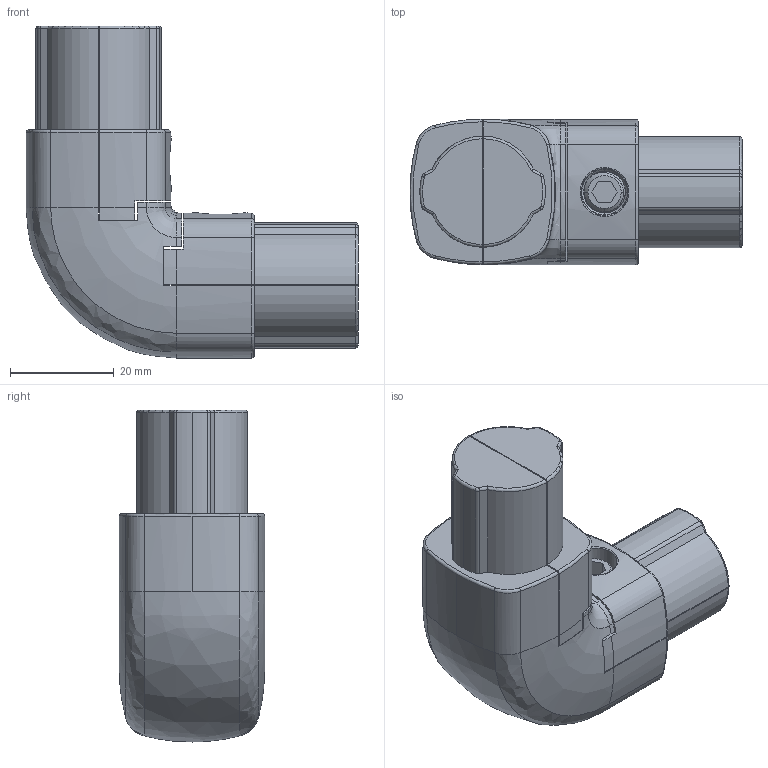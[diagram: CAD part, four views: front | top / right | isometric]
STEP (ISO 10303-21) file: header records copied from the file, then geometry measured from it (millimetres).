
FILE_DESCRIPTION (( 'STEP AP214' ), '1' );
FILE_NAME ('B402 Ñîåäèíèòåëü òðóáíûõ ïðîôèëåé Ô28 âíóòðåííèé ïîä óãëîì 90 ãð.STEP', '2024-01-30T08:41:49', ( '' ), ( '' ), 'SwSTEP 2.0', 'SolidWorks 2022', '' );
FILE_SCHEMA (( 'AUTOMOTIVE_DESIGN' ));
Length unit declared in the file: millimetre
Products named in the file (1): B402 Соединитель трубных профилей Ф28 внутренний под углом 90 гр
Bounding box: 64 x 28 x 64 mm (x, y, z)
Volume: 48477.1 mm3; surface area: 18232.1 mm2
Topology: 7 solids, 7 shells, 334 faces, 852 edges, 538 vertices
Faces by surface type: cylinder 116, plane 90, cone 48, torus 40, bspline 40
Entity records: 21691 total; most frequent: CARTESIAN_POINT 10480, ORIENTED_EDGE 1704, DIRECTION 1330, EDGE_CURVE 852, VERTEX_POINT 538, AXIS2_PLACEMENT_3D 529, EDGE_LOOP 348, UNCERTAINTY_MEASURE_WITH_UNIT 343
